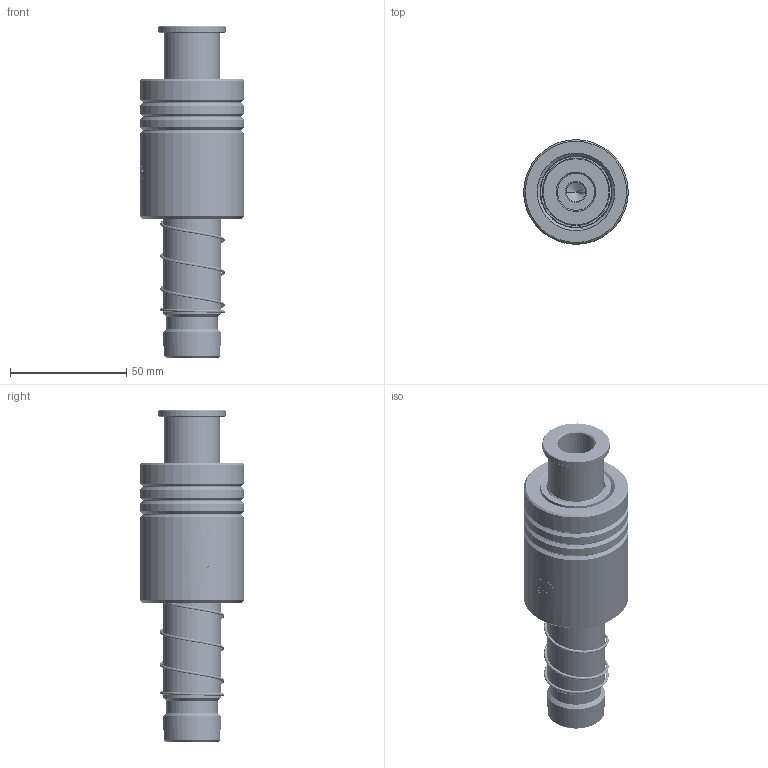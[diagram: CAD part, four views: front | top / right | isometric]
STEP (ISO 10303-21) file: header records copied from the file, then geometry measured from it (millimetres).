
FILE_DESCRIPTION (( 'STEP AP214' ), '1' );
FILE_NAME ('EKSH EKJH-D25-L120(BL-60).STEP', '2021-09-23T07:03:31', ( '' ), ( '' ), 'SwSTEP 2.0', 'SolidWorks 2016', '' );
FILE_SCHEMA (( 'AUTOMOTIVE_DESIGN' ));
Length unit declared in the file: millimetre
Products named in the file (281): BALL-D3; GTK-D29-d24; TBB-D45-d31-L60; EKSH EKJH-D25-L120(BL-60); MGK-D25-L120; BSH-D30.5-25.5-L60郪蚾; HWP-D27.5-d25.5-L40; BSH-30.5-25.5-L60
Assembly tree (275 placements, depth 3):
  BALL-D3
  BALL-D3
  BALL-D3
  BALL-D3
  BALL-D3
Bounding box: 45 x 44.99 x 143 mm (x, y, z)
Volume: 125016 mm3; surface area: 56443.2 mm2
Topology: 271 solids, 271 shells, 1197 faces, 5153 edges, 3419 vertices
Faces by surface type: sphere 1064, cone 42, cylinder 38, plane 21, torus 18, bspline 14
Entity records: 50481 total; most frequent: CARTESIAN_POINT 28206, ORIENTED_EDGE 3908, DIRECTION 3344, EDGE_CURVE 1954, AXIS2_PLACEMENT_3D 1614, VERTEX_POINT 1279, EDGE_LOOP 1185, B_SPLINE_CURVE_WITH_KNOTS 1161
